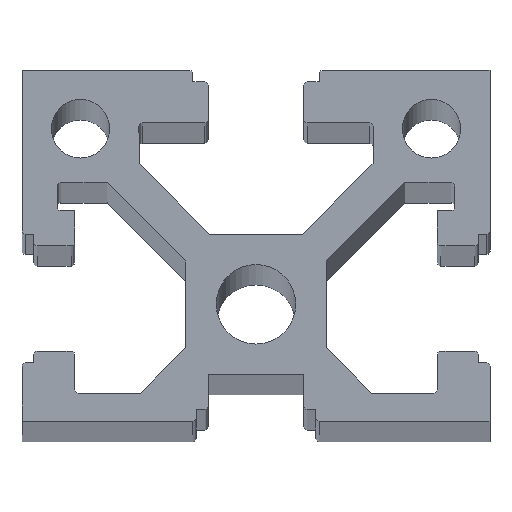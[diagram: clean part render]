
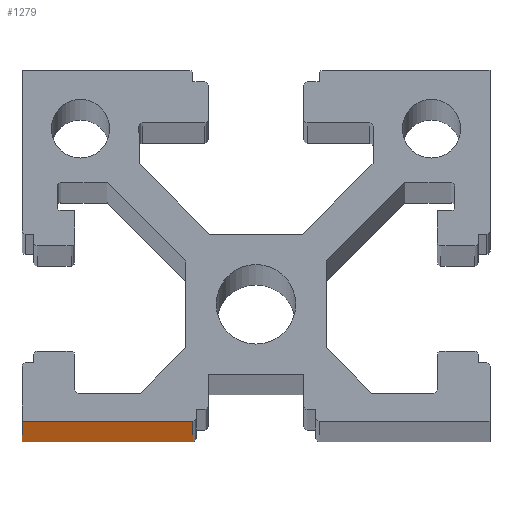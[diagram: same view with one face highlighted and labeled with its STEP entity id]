
A CAD part, top view. The second image highlights one B-rep face of the part: STEP entity #1279.
In plain terms, the highlighted planar face has unit normal (0, -1, 0).
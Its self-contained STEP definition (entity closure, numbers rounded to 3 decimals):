
#79 = DIRECTION ( 'NONE',  ( 0., 1., 0. ) ) ;
#110 = LINE ( 'NONE', #923, #664 ) ;
#218 = ORIENTED_EDGE ( 'NONE', *, *, #1529, .F. ) ;
#360 = VERTEX_POINT ( 'NONE', #3220 ) ;
#664 = VECTOR ( 'NONE', #1925, 1000. ) ;
#684 = VERTEX_POINT ( 'NONE', #1400 ) ;
#826 = ORIENTED_EDGE ( 'NONE', *, *, #2564, .F. ) ;
#923 = CARTESIAN_POINT ( 'NONE',  ( 0., -10., 1000. ) ) ;
#955 = DIRECTION ( 'NONE',  ( 1., 0., 0. ) ) ;
#1033 = DIRECTION ( 'NONE',  ( -1., 0., 0. ) ) ;
#1232 = EDGE_CURVE ( 'NONE', #3046, #360, #1973, .T. ) ;
#1279 = ADVANCED_FACE ( 'NONE', ( #2368 ), #2801, .F. ) ;
#1329 = CARTESIAN_POINT ( 'NONE',  ( 0., -10., 1000. ) ) ;
#1400 = CARTESIAN_POINT ( 'NONE',  ( -20., -10., 1000. ) ) ;
#1434 = AXIS2_PLACEMENT_3D ( 'NONE', #1329, #79, #1033 ) ;
#1455 = LINE ( 'NONE', #2464, #2184 ) ;
#1470 = DIRECTION ( 'NONE',  ( 0., 0., -1. ) ) ;
#1513 = EDGE_LOOP ( 'NONE', ( #2640, #218, #826, #2099 ) ) ;
#1529 = EDGE_CURVE ( 'NONE', #1594, #360, #1455, .T. ) ;
#1594 = VERTEX_POINT ( 'NONE', #2239 ) ;
#1734 = VECTOR ( 'NONE', #2793, 1000. ) ;
#1746 = LINE ( 'NONE', #3286, #1734 ) ;
#1925 = DIRECTION ( 'NONE',  ( 1., 0., 0. ) ) ;
#1973 = LINE ( 'NONE', #2782, #3226 ) ;
#2099 = ORIENTED_EDGE ( 'NONE', *, *, #2323, .T. ) ;
#2163 = CARTESIAN_POINT ( 'NONE',  ( -20., -10., 0. ) ) ;
#2184 = VECTOR ( 'NONE', #1470, 1000. ) ;
#2239 = CARTESIAN_POINT ( 'NONE',  ( -5.4, -10., 1000. ) ) ;
#2323 = EDGE_CURVE ( 'NONE', #684, #3046, #1746, .T. ) ;
#2368 = FACE_OUTER_BOUND ( 'NONE', #1513, .T. ) ;
#2464 = CARTESIAN_POINT ( 'NONE',  ( -5.4, -10., 1000. ) ) ;
#2564 = EDGE_CURVE ( 'NONE', #684, #1594, #110, .T. ) ;
#2640 = ORIENTED_EDGE ( 'NONE', *, *, #1232, .T. ) ;
#2782 = CARTESIAN_POINT ( 'NONE',  ( 0., -10., 0. ) ) ;
#2793 = DIRECTION ( 'NONE',  ( 0., 0., -1. ) ) ;
#2801 = PLANE ( 'NONE',  #1434 ) ;
#3046 = VERTEX_POINT ( 'NONE', #2163 ) ;
#3220 = CARTESIAN_POINT ( 'NONE',  ( -5.4, -10., 0. ) ) ;
#3226 = VECTOR ( 'NONE', #955, 1000. ) ;
#3286 = CARTESIAN_POINT ( 'NONE',  ( -20., -10., 1000. ) ) ;
